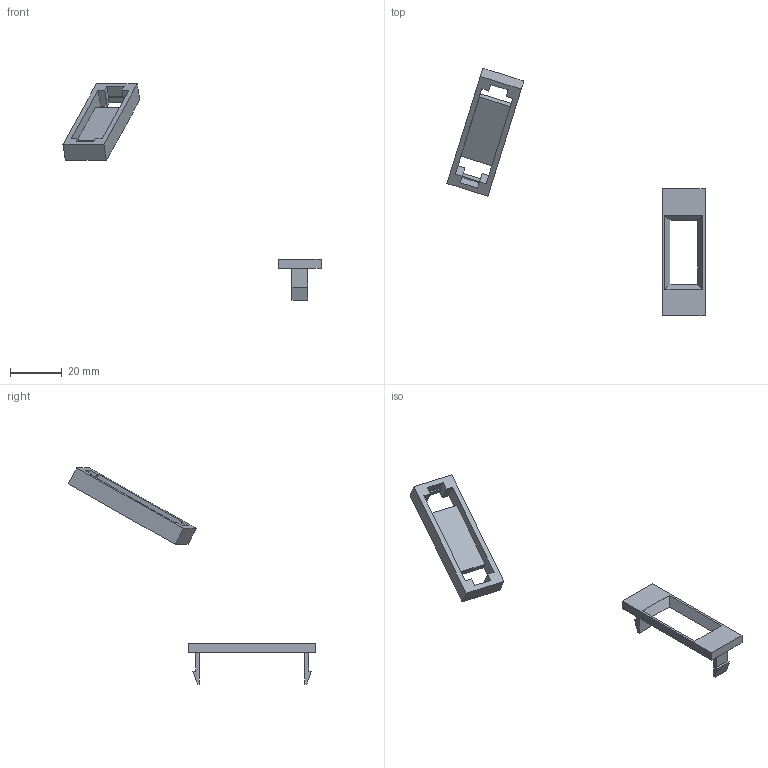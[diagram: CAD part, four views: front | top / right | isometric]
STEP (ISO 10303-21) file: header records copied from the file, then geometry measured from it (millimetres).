
FILE_DESCRIPTION(('Open CASCADE Model'),'2;1');
FILE_NAME('Open CASCADE Shape Model','2022-05-20T22:00:45',('Author'),( 'Open CASCADE'),'Open CASCADE STEP processor 7.4','Open CASCADE 7.4' ,'Unknown');
FILE_SCHEMA(('AUTOMOTIVE_DESIGN { 1 0 10303 214 1 1 1 1 }'));
Length unit declared in the file: millimetre
Products named in the file (4): Open CASCADE STEP translator 7.4 216; Open CASCADE STEP translator 7.4 216.1; Open CASCADE STEP translator 7.4 216.1.1; Open CASCADE STEP translator 7.4 216.1.2
Assembly tree (3 placements, depth 3):
  Open CASCADE STEP translator 7.4 216
    Open CASCADE STEP translator 7.4 216.1
      Open CASCADE STEP translator 7.4 216.1.1
      Open CASCADE STEP translator 7.4 216.1.2
Bounding box: 99.36 x 95.19 x 83.21 mm (x, y, z)
Volume: 4778.3 mm3; surface area: 4958.5 mm2
Topology: 2 solids, 2 shells, 55 faces, 146 edges, 96 vertices
Faces by surface type: plane 55
Entity records: 3624 total; most frequent: CARTESIAN_POINT 609, DIRECTION 540, LINE 422, VECTOR 422, ORIENTED_EDGE 292, PCURVE 292, DEFINITIONAL_REPRESENTATION 292, EDGE_CURVE 146
